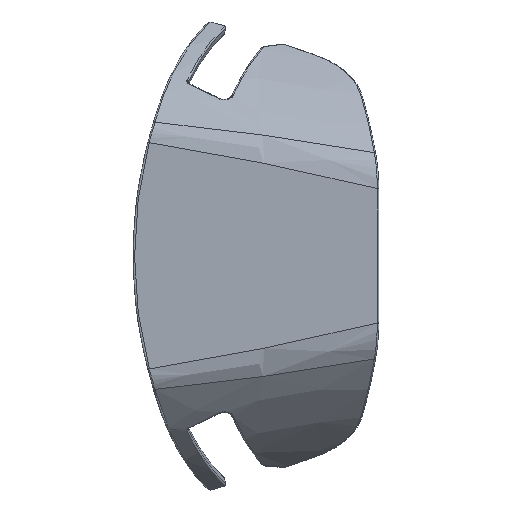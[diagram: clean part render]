
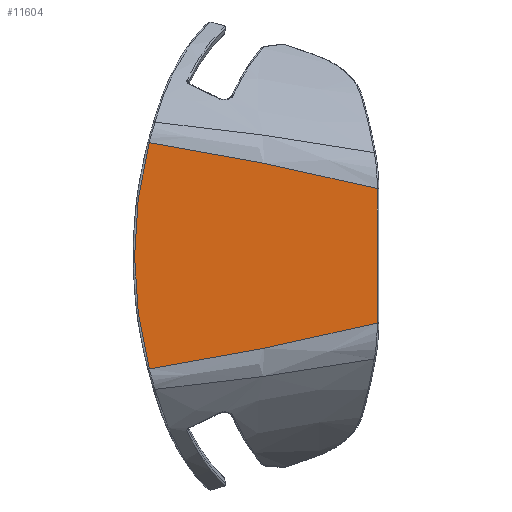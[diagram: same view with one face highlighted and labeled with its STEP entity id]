
A CAD part, top view. The second image highlights one B-rep face of the part: STEP entity #11604.
In plain terms, the highlighted planar face has unit normal (0, 0, 1).
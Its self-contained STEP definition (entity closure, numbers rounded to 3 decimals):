
#125 = CARTESIAN_POINT ( 'NONE',  ( -53.718, 38.478, 8. ) ) ;
#340 = ORIENTED_EDGE ( 'NONE', *, *, #10536, .T. ) ;
#348 = CARTESIAN_POINT ( 'NONE',  ( 23.833, -22.875, 8. ) ) ;
#740 = VERTEX_POINT ( 'NONE', #10141 ) ;
#810 = CARTESIAN_POINT ( 'NONE',  ( -54.55, -35.34, 8. ) ) ;
#863 = CARTESIAN_POINT ( 'NONE',  ( -56.528, 25.81, 8. ) ) ;
#912 = CARTESIAN_POINT ( 'NONE',  ( 23.833, 22.875, 8. ) ) ;
#969 = DIRECTION ( 'NONE',  ( -1., 0., 0. ) ) ;
#1230 = ORIENTED_EDGE ( 'NONE', *, *, #3000, .T. ) ;
#1277 = B_SPLINE_CURVE_WITH_KNOTS ( 'NONE', 3,
 ( #348, #11095, #8540, #5860, #1999, #3284, #4726, #3339, #4663, #2110 ),
 .UNSPECIFIED., .F., .F.,
 ( 4, 2, 2, 2, 4 ),
 ( 0.014, 0.225, 0.5, 0.776, 0.929 ),
 .UNSPECIFIED. ) ;
#1784 = B_SPLINE_CURVE_WITH_KNOTS ( 'NONE', 3,
 ( #6147, #11398, #4660, #863, #11267, #9833, #2170, #16490, #11335, #8650, #12599, #12414, #2107, #13966, #16366, #6087, #810, #4783 ),
 .UNSPECIFIED., .F., .F.,
 ( 4, 2, 2, 2, 2, 2, 2, 2, 4 ),
 ( 0., 0.01, 0.019, 0.029, 0.039, 0.049, 0.058, 0.068, 0.078 ),
 .UNSPECIFIED. ) ;
#1999 = CARTESIAN_POINT ( 'NONE',  ( -9.427, -30.416, 8. ) ) ;
#2107 = CARTESIAN_POINT ( 'NONE',  ( -57.879, -16.179, 8. ) ) ;
#2110 = CARTESIAN_POINT ( 'NONE',  ( -53.718, -38.478, 8. ) ) ;
#2170 = CARTESIAN_POINT ( 'NONE',  ( -58.189, 12.975, 8. ) ) ;
#2284 = CARTESIAN_POINT ( 'NONE',  ( 11.997, 25.71, 8. ) ) ;
#2419 = CARTESIAN_POINT ( 'NONE',  ( 23.834, -22.755, 8. ) ) ;
#2628 = CARTESIAN_POINT ( 'NONE',  ( 23.834, 22.795, 8. ) ) ;
#2774 = ORIENTED_EDGE ( 'NONE', *, *, #14131, .T. ) ;
#2837 = CARTESIAN_POINT ( 'NONE',  ( 23.833, 22.875, 8. ) ) ;
#3000 = EDGE_CURVE ( 'NONE', #12149, #13484, #1784, .T. ) ;
#3014 = B_SPLINE_CURVE_WITH_KNOTS ( 'NONE', 3,
 ( #11410, #16751, #3579, #2419 ),
 .UNSPECIFIED., .F., .F.,
 ( 4, 4 ),
 ( 0., 0. ),
 .UNSPECIFIED. ) ;
#3284 = CARTESIAN_POINT ( 'NONE',  ( -24.983, -33.506, 8. ) ) ;
#3339 = CARTESIAN_POINT ( 'NONE',  ( -44.969, -37.065, 8. ) ) ;
#3579 = CARTESIAN_POINT ( 'NONE',  ( 23.834, -22.795, 8. ) ) ;
#3613 = CARTESIAN_POINT ( 'NONE',  ( 136.323, 0., 8. ) ) ;
#3855 = ORIENTED_EDGE ( 'NONE', *, *, #5447, .T. ) ;
#3881 = CARTESIAN_POINT ( 'NONE',  ( 23.833, 22.875, 8. ) ) ;
#4005 = ORIENTED_EDGE ( 'NONE', *, *, #15872, .F. ) ;
#4632 = CARTESIAN_POINT ( 'NONE',  ( 23.834, 22.755, 8. ) ) ;
#4660 = CARTESIAN_POINT ( 'NONE',  ( -55.28, 32.177, 8. ) ) ;
#4663 = CARTESIAN_POINT ( 'NONE',  ( -49.338, -37.783, 8. ) ) ;
#4726 = CARTESIAN_POINT ( 'NONE',  ( -32.783, -34.955, 8. ) ) ;
#4783 = CARTESIAN_POINT ( 'NONE',  ( -53.718, -38.478, 8. ) ) ;
#4868 = VERTEX_POINT ( 'NONE', #3881 ) ;
#5001 = EDGE_CURVE ( 'NONE', #12149, #4868, #12753, .T. ) ;
#5085 = CARTESIAN_POINT ( 'NONE',  ( -9.426, 30.416, 8. ) ) ;
#5197 = CARTESIAN_POINT ( 'NONE',  ( -53.718, 38.478, 8. ) ) ;
#5447 = EDGE_CURVE ( 'NONE', #740, #13782, #7277, .T. ) ;
#5860 = CARTESIAN_POINT ( 'NONE',  ( -1.67, -28.777, 8. ) ) ;
#6087 = CARTESIAN_POINT ( 'NONE',  ( -55.279, -32.181, 8. ) ) ;
#6147 = CARTESIAN_POINT ( 'NONE',  ( -53.718, 38.478, 8. ) ) ;
#6396 = CARTESIAN_POINT ( 'NONE',  ( -1.67, 28.777, 8. ) ) ;
#6653 = CARTESIAN_POINT ( 'NONE',  ( 23.834, 22.835, 8. ) ) ;
#7277 = LINE ( 'NONE', #11023, #9114 ) ;
#7456 = PLANE ( 'NONE',  #12793 ) ;
#7521 = DIRECTION ( 'NONE',  ( 0., 0., -1. ) ) ;
#7597 = CARTESIAN_POINT ( 'NONE',  ( -32.784, 34.955, 8. ) ) ;
#7875 = CARTESIAN_POINT ( 'NONE',  ( -24.984, 33.506, 8. ) ) ;
#7999 = CARTESIAN_POINT ( 'NONE',  ( -49.338, 37.783, 8. ) ) ;
#8529 = DIRECTION ( 'NONE',  ( 0., 1., 0. ) ) ;
#8540 = CARTESIAN_POINT ( 'NONE',  ( 11.998, -25.71, 8. ) ) ;
#8650 = CARTESIAN_POINT ( 'NONE',  ( -58.711, -3.231, 8. ) ) ;
#9114 = VECTOR ( 'NONE', #8529, 1000. ) ;
#9287 = CARTESIAN_POINT ( 'NONE',  ( -44.968, 37.065, 8. ) ) ;
#9833 = CARTESIAN_POINT ( 'NONE',  ( -57.877, 16.196, 8. ) ) ;
#10141 = CARTESIAN_POINT ( 'NONE',  ( 23.834, -22.755, 8. ) ) ;
#10414 = CARTESIAN_POINT ( 'NONE',  ( 23.833, -22.875, 8. ) ) ;
#10525 = VERTEX_POINT ( 'NONE', #10414 ) ;
#10536 = EDGE_CURVE ( 'NONE', #13782, #4868, #10889, .T. ) ;
#10623 = CARTESIAN_POINT ( 'NONE',  ( 23.834, 22.755, 8. ) ) ;
#10889 = B_SPLINE_CURVE_WITH_KNOTS ( 'NONE', 3,
 ( #10623, #2628, #6653, #2837 ),
 .UNSPECIFIED., .F., .F.,
 ( 4, 4 ),
 ( 0., 0. ),
 .UNSPECIFIED. ) ;
#11023 = CARTESIAN_POINT ( 'NONE',  ( 23.834, 22.754, 8. ) ) ;
#11069 = EDGE_LOOP ( 'NONE', ( #4005, #2774, #3855, #340, #13552, #1230 ) ) ;
#11095 = CARTESIAN_POINT ( 'NONE',  ( 17.903, -24.307, 8. ) ) ;
#11267 = CARTESIAN_POINT ( 'NONE',  ( -57.046, 22.613, 8. ) ) ;
#11335 = CARTESIAN_POINT ( 'NONE',  ( -58.71, 3.261, 8. ) ) ;
#11398 = CARTESIAN_POINT ( 'NONE',  ( -54.55, 35.34, 8. ) ) ;
#11410 = CARTESIAN_POINT ( 'NONE',  ( 23.833, -22.875, 8. ) ) ;
#11604 = ADVANCED_FACE ( 'NONE', ( #13161 ), #7456, .F. ) ;
#12149 = VERTEX_POINT ( 'NONE', #5197 ) ;
#12414 = CARTESIAN_POINT ( 'NONE',  ( -58.192, -12.947, 8. ) ) ;
#12599 = CARTESIAN_POINT ( 'NONE',  ( -58.607, -6.472, 8. ) ) ;
#12753 = B_SPLINE_CURVE_WITH_KNOTS ( 'NONE', 3,
 ( #125, #7999, #9287, #7597, #7875, #5085, #6396, #2284, #15333, #912 ),
 .UNSPECIFIED., .F., .F.,
 ( 4, 2, 2, 2, 4 ),
 ( 0.071, 0.224, 0.5, 0.775, 0.986 ),
 .UNSPECIFIED. ) ;
#12793 = AXIS2_PLACEMENT_3D ( 'NONE', #3613, #7521, #969 ) ;
#13161 = FACE_OUTER_BOUND ( 'NONE', #11069, .T. ) ;
#13484 = VERTEX_POINT ( 'NONE', #13720 ) ;
#13552 = ORIENTED_EDGE ( 'NONE', *, *, #5001, .F. ) ;
#13720 = CARTESIAN_POINT ( 'NONE',  ( -53.718, -38.478, 8. ) ) ;
#13782 = VERTEX_POINT ( 'NONE', #4632 ) ;
#13966 = CARTESIAN_POINT ( 'NONE',  ( -57.047, -22.612, 8. ) ) ;
#14131 = EDGE_CURVE ( 'NONE', #10525, #740, #3014, .T. ) ;
#15333 = CARTESIAN_POINT ( 'NONE',  ( 17.903, 24.307, 8. ) ) ;
#15872 = EDGE_CURVE ( 'NONE', #10525, #13484, #1277, .T. ) ;
#16366 = CARTESIAN_POINT ( 'NONE',  ( -56.527, -25.818, 8. ) ) ;
#16490 = CARTESIAN_POINT ( 'NONE',  ( -58.606, 6.508, 8. ) ) ;
#16751 = CARTESIAN_POINT ( 'NONE',  ( 23.834, -22.835, 8. ) ) ;
